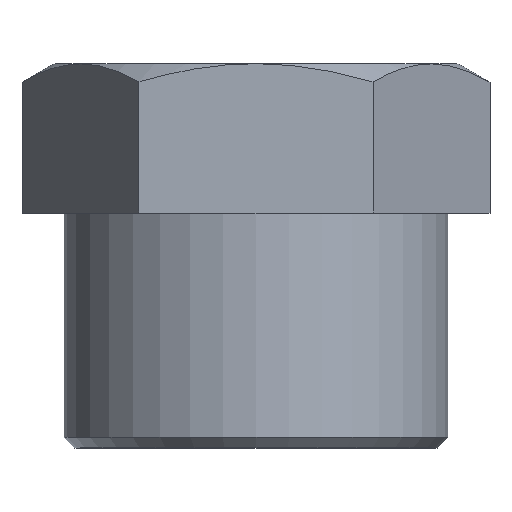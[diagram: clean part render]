
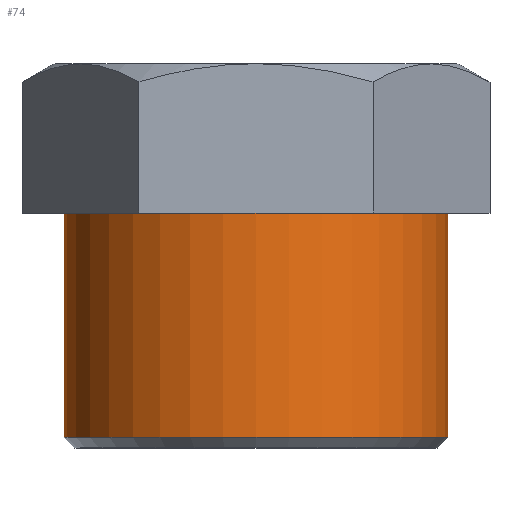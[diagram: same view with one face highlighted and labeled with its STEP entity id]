
A CAD part, top view. The second image highlights one B-rep face of the part: STEP entity #74.
In plain terms, the highlighted cylindrical face has radius 9 mm (diameter 18 mm), a partial arc.
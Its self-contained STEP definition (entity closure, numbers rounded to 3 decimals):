
#74=ADVANCED_FACE('',(#159),#160,.T.);
#159=FACE_OUTER_BOUND('',#256,.T.);
#160=CYLINDRICAL_SURFACE('',#257,9.0);
#256=EDGE_LOOP('',(#390,#391,#392,#393));
#257=AXIS2_PLACEMENT_3D('',#394,#395,#396);
#390=ORIENTED_EDGE('',*,*,#601,.T.);
#391=ORIENTED_EDGE('',*,*,#602,.T.);
#392=ORIENTED_EDGE('',*,*,#603,.T.);
#393=ORIENTED_EDGE('',*,*,#604,.T.);
#394=CARTESIAN_POINT('',(0.0,0.55,0.0));
#395=DIRECTION('',(0.0,1.0,-0.0));
#396=DIRECTION('',(-1.0,0.0,0.0));
#601=EDGE_CURVE('',#718,#673,#719,.T.);
#602=EDGE_CURVE('',#673,#669,#720,.T.);
#603=EDGE_CURVE('',#669,#721,#722,.T.);
#604=EDGE_CURVE('',#721,#718,#723,.T.);
#669=VERTEX_POINT('',#799);
#673=VERTEX_POINT('',#804);
#718=VERTEX_POINT('',#911);
#719=LINE('',#912,#913);
#720=CIRCLE('',#914,9.0);
#721=VERTEX_POINT('',#915);
#722=LINE('',#916,#917);
#723=CIRCLE('',#918,9.0);
#799=CARTESIAN_POINT('',(9.0,-10.5,0.));
#804=CARTESIAN_POINT('',(-9.0,-10.5,0.0));
#911=CARTESIAN_POINT('',(-9.0,0.0,0.0));
#912=CARTESIAN_POINT('',(-9.0,-5.25,0.));
#913=VECTOR('',#1090,1.0);
#914=AXIS2_PLACEMENT_3D('',#1091,#1092,#1093);
#915=CARTESIAN_POINT('',(9.0,0.0,0.));
#916=CARTESIAN_POINT('',(9.0,-5.25,0.));
#917=VECTOR('',#1094,1.0);
#918=AXIS2_PLACEMENT_3D('',#1095,#1096,#1097);
#1090=DIRECTION('',(-0.0,-1.0,-0.0));
#1091=CARTESIAN_POINT('',(0.0,-10.5,0.0));
#1092=DIRECTION('',(-0.0,1.0,0.0));
#1093=DIRECTION('',(1.0,0.0,0.0));
#1094=DIRECTION('',(0.0,1.0,-0.0));
#1095=CARTESIAN_POINT('',(0.0,0.0,0.0));
#1096=DIRECTION('',(0.0,-1.0,0.0));
#1097=DIRECTION('',(1.0,0.0,0.0));
